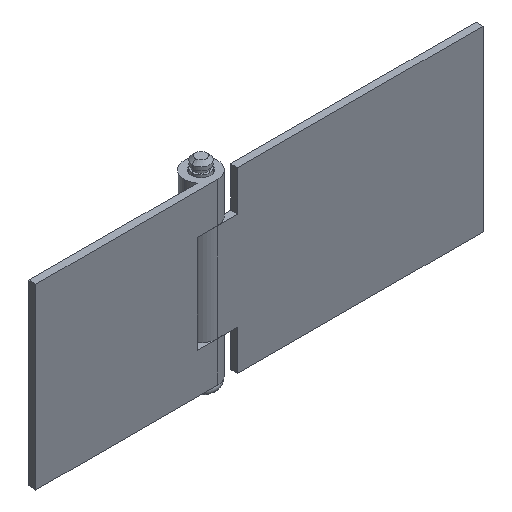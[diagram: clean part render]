
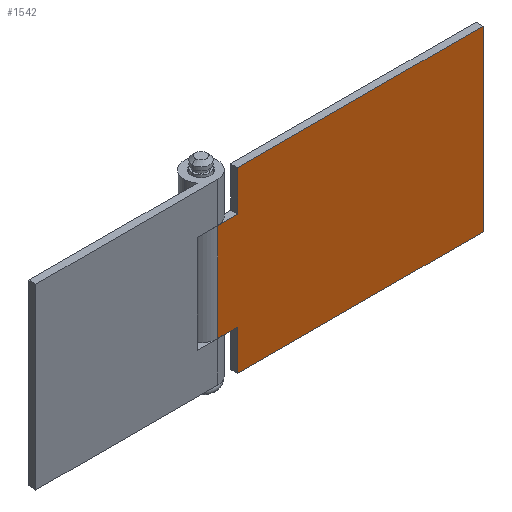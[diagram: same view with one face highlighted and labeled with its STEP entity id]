
A CAD part, isometric view. The second image highlights one B-rep face of the part: STEP entity #1542.
In plain terms, the highlighted planar face has unit normal (0, -1, 0).
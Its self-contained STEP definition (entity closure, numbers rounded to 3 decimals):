
#48 = VECTOR ( 'NONE', #113, 1000. ) ;
#49 = CARTESIAN_POINT ( 'NONE',  ( 5.75, -4.75, 25.5 ) ) ;
#50 = LINE ( 'NONE', #49, #48 ) ;
#113 = DIRECTION ( 'NONE',  ( 0., 0., -1. ) ) ;
#513 = CARTESIAN_POINT ( 'NONE',  ( 5.75, -4.75, 14. ) ) ;
#514 = DIRECTION ( 'NONE',  ( -1., 0., 0. ) ) ;
#515 = DIRECTION ( 'NONE',  ( 0., 1., 0. ) ) ;
#516 = CARTESIAN_POINT ( 'NONE',  ( 0., -4.75, 25.5 ) ) ;
#517 = AXIS2_PLACEMENT_3D ( 'NONE', #516, #515, #514 ) ;
#518 = PLANE ( 'NONE',  #517 ) ;
#519 = FACE_OUTER_BOUND ( 'NONE', #1227, .T. ) ;
#547 = CARTESIAN_POINT ( 'NONE',  ( 0., -4.75, 14. ) ) ;
#1016 = VERTEX_POINT ( 'NONE', #1527 ) ;
#1017 = EDGE_CURVE ( 'NONE', #1125, #1016, #1526, .T. ) ;
#1020 = EDGE_CURVE ( 'NONE', #1021, #1027, #1522, .T. ) ;
#1021 = VERTEX_POINT ( 'NONE', #1518 ) ;
#1027 = VERTEX_POINT ( 'NONE', #1586 ) ;
#1125 = VERTEX_POINT ( 'NONE', #1745 ) ;
#1132 = EDGE_CURVE ( 'NONE', #1815, #1136, #1732, .T. ) ;
#1136 = VERTEX_POINT ( 'NONE', #1723 ) ;
#1147 = EDGE_CURVE ( 'NONE', #1156, #1021, #1770, .T. ) ;
#1152 = ORIENTED_EDGE ( 'NONE', *, *, #1155, .T. ) ;
#1153 = ORIENTED_EDGE ( 'NONE', *, *, #1147, .T. ) ;
#1154 = ORIENTED_EDGE ( 'NONE', *, *, #1132, .T. ) ;
#1155 = EDGE_CURVE ( 'NONE', #1136, #1156, #1761, .T. ) ;
#1156 = VERTEX_POINT ( 'NONE', #1757 ) ;
#1159 = EDGE_CURVE ( 'NONE', #1016, #1027, #1756, .T. ) ;
#1160 = ORIENTED_EDGE ( 'NONE', *, *, #1159, .F. ) ;
#1161 = ORIENTED_EDGE ( 'NONE', *, *, #1020, .T. ) ;
#1169 = ORIENTED_EDGE ( 'NONE', *, *, #1017, .F. ) ;
#1170 = EDGE_CURVE ( 'NONE', #1543, #1815, #1805, .T. ) ;
#1224 = ORIENTED_EDGE ( 'NONE', *, *, #1226, .T. ) ;
#1226 = EDGE_CURVE ( 'NONE', #1125, #1543, #50, .T. ) ;
#1227 = EDGE_LOOP ( 'NONE', ( #1224, #1548, #1154, #1152, #1153, #1161, #1160, #1169 ) ) ;
#1518 = CARTESIAN_POINT ( 'NONE',  ( 5.75, -4.75, -25.5 ) ) ;
#1519 = DIRECTION ( 'NONE',  ( 1., 0., 0. ) ) ;
#1520 = VECTOR ( 'NONE', #1519, 1000. ) ;
#1521 = CARTESIAN_POINT ( 'NONE',  ( 0., -4.75, -25.5 ) ) ;
#1522 = LINE ( 'NONE', #1521, #1520 ) ;
#1523 = DIRECTION ( 'NONE',  ( 1., 0., 0. ) ) ;
#1524 = VECTOR ( 'NONE', #1523, 1000. ) ;
#1525 = CARTESIAN_POINT ( 'NONE',  ( 0., -4.75, 25.5 ) ) ;
#1526 = LINE ( 'NONE', #1525, #1524 ) ;
#1527 = CARTESIAN_POINT ( 'NONE',  ( 76., -4.75, 25.5 ) ) ;
#1542 = ADVANCED_FACE ( 'NONE', ( #519 ), #518, .F. ) ;
#1543 = VERTEX_POINT ( 'NONE', #513 ) ;
#1548 = ORIENTED_EDGE ( 'NONE', *, *, #1170, .T. ) ;
#1586 = CARTESIAN_POINT ( 'NONE',  ( 76., -4.75, -25.5 ) ) ;
#1723 = CARTESIAN_POINT ( 'NONE',  ( 0., -4.75, -14. ) ) ;
#1725 = DIRECTION ( 'NONE',  ( 0., 0., -1. ) ) ;
#1726 = VECTOR ( 'NONE', #1725, 1000. ) ;
#1727 = CARTESIAN_POINT ( 'NONE',  ( 0., -4.75, 25.5 ) ) ;
#1732 = LINE ( 'NONE', #1727, #1726 ) ;
#1745 = CARTESIAN_POINT ( 'NONE',  ( 5.75, -4.75, 25.5 ) ) ;
#1753 = DIRECTION ( 'NONE',  ( 0., 0., -1. ) ) ;
#1754 = VECTOR ( 'NONE', #1753, 1000. ) ;
#1755 = CARTESIAN_POINT ( 'NONE',  ( 76., -4.75, 25.5 ) ) ;
#1756 = LINE ( 'NONE', #1755, #1754 ) ;
#1757 = CARTESIAN_POINT ( 'NONE',  ( 5.75, -4.75, -14. ) ) ;
#1758 = DIRECTION ( 'NONE',  ( 1., 0., 0. ) ) ;
#1759 = VECTOR ( 'NONE', #1758, 1000. ) ;
#1760 = CARTESIAN_POINT ( 'NONE',  ( 0., -4.75, -14. ) ) ;
#1761 = LINE ( 'NONE', #1760, #1759 ) ;
#1767 = DIRECTION ( 'NONE',  ( 0., 0., -1. ) ) ;
#1768 = VECTOR ( 'NONE', #1767, 1000. ) ;
#1769 = CARTESIAN_POINT ( 'NONE',  ( 5.75, -4.75, 25.5 ) ) ;
#1770 = LINE ( 'NONE', #1769, #1768 ) ;
#1802 = DIRECTION ( 'NONE',  ( -1., 0., 0. ) ) ;
#1803 = VECTOR ( 'NONE', #1802, 1000. ) ;
#1804 = CARTESIAN_POINT ( 'NONE',  ( 0., -4.75, 14. ) ) ;
#1805 = LINE ( 'NONE', #1804, #1803 ) ;
#1815 = VERTEX_POINT ( 'NONE', #547 ) ;
